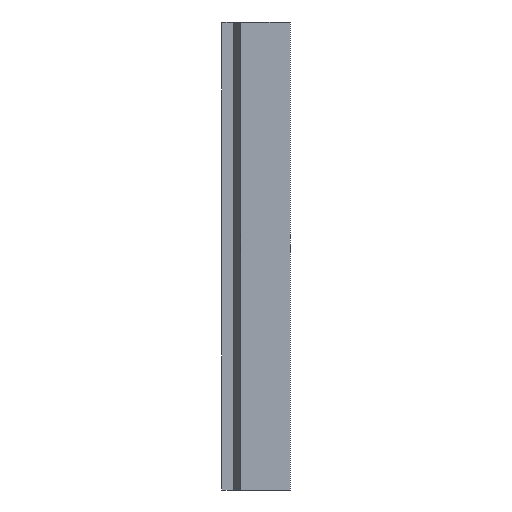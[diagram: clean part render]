
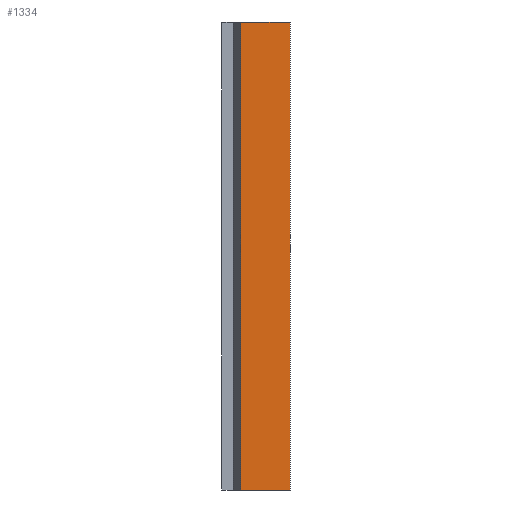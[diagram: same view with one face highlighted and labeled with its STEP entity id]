
A CAD part, left-side view. The second image highlights one B-rep face of the part: STEP entity #1334.
In plain terms, the highlighted planar face has unit normal (-1, 0, 0).
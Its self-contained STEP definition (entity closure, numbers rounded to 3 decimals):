
#11 = VECTOR ( 'NONE', #3887, 1000. ) ;
#87 = VERTEX_POINT ( 'NONE', #3086 ) ;
#1197 = DIRECTION ( 'NONE',  ( 0., 0., 1. ) ) ;
#1296 = ORIENTED_EDGE ( 'NONE', *, *, #5802, .T. ) ;
#1334 = ADVANCED_FACE ( 'NONE', ( #6906 ), #6357, .T. ) ;
#1610 = LINE ( 'NONE', #3353, #2054 ) ;
#1731 = LINE ( 'NONE', #6774, #2214 ) ;
#1748 = DIRECTION ( 'NONE',  ( 0., 0., 1. ) ) ;
#2054 = VECTOR ( 'NONE', #4995, 1000. ) ;
#2071 = EDGE_CURVE ( 'NONE', #6381, #7050, #1731, .T. ) ;
#2193 = CARTESIAN_POINT ( 'NONE',  ( -29.5, 0., 161. ) ) ;
#2214 = VECTOR ( 'NONE', #7296, 1000. ) ;
#2262 = LINE ( 'NONE', #6874, #6561 ) ;
#2574 = CARTESIAN_POINT ( 'NONE',  ( -29.5, 16.985, 0. ) ) ;
#2970 = CARTESIAN_POINT ( 'NONE',  ( -29.5, 0., 0. ) ) ;
#3086 = CARTESIAN_POINT ( 'NONE',  ( -29.5, 0., 161. ) ) ;
#3353 = CARTESIAN_POINT ( 'NONE',  ( -29.5, 16.985, 161. ) ) ;
#3418 = CARTESIAN_POINT ( 'NONE',  ( -29.5, 0., 0. ) ) ;
#3734 = ORIENTED_EDGE ( 'NONE', *, *, #6297, .T. ) ;
#3887 = DIRECTION ( 'NONE',  ( 0., 1., 0. ) ) ;
#4168 = CARTESIAN_POINT ( 'NONE',  ( -29.5, 16.985, 161. ) ) ;
#4313 = EDGE_CURVE ( 'NONE', #87, #6901, #4440, .T. ) ;
#4440 = LINE ( 'NONE', #2193, #11 ) ;
#4584 = ORIENTED_EDGE ( 'NONE', *, *, #2071, .F. ) ;
#4803 = AXIS2_PLACEMENT_3D ( 'NONE', #2970, #5248, #1748 ) ;
#4890 = EDGE_LOOP ( 'NONE', ( #1296, #4584, #3734, #5843 ) ) ;
#4995 = DIRECTION ( 'NONE',  ( 0., 0., -1. ) ) ;
#5248 = DIRECTION ( 'NONE',  ( -1., 0., 0. ) ) ;
#5802 = EDGE_CURVE ( 'NONE', #6901, #7050, #1610, .T. ) ;
#5843 = ORIENTED_EDGE ( 'NONE', *, *, #4313, .T. ) ;
#6297 = EDGE_CURVE ( 'NONE', #6381, #87, #2262, .T. ) ;
#6357 = PLANE ( 'NONE',  #4803 ) ;
#6381 = VERTEX_POINT ( 'NONE', #3418 ) ;
#6561 = VECTOR ( 'NONE', #1197, 1000. ) ;
#6774 = CARTESIAN_POINT ( 'NONE',  ( -29.5, 0., 0. ) ) ;
#6874 = CARTESIAN_POINT ( 'NONE',  ( -29.5, 0., 0. ) ) ;
#6901 = VERTEX_POINT ( 'NONE', #4168 ) ;
#6906 = FACE_OUTER_BOUND ( 'NONE', #4890, .T. ) ;
#7050 = VERTEX_POINT ( 'NONE', #2574 ) ;
#7296 = DIRECTION ( 'NONE',  ( 0., 1., 0. ) ) ;
